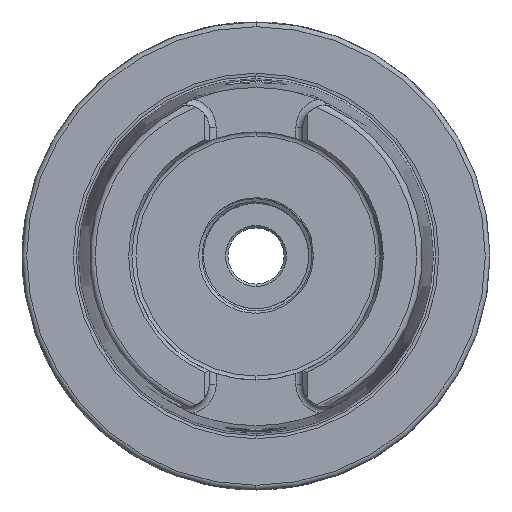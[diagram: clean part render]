
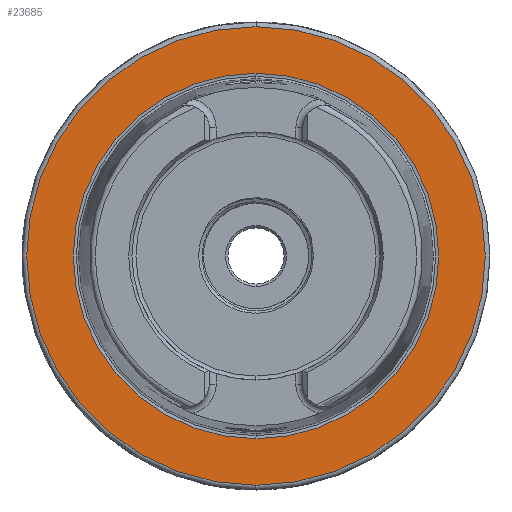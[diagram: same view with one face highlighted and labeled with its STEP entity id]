
A CAD part, left-side view. The second image highlights one B-rep face of the part: STEP entity #23685.
In plain terms, the highlighted planar face has unit normal (-1, 0, 0).
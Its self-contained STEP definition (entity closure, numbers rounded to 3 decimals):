
#1330 = CARTESIAN_POINT ( 'NONE',  ( 0., 0., 0. ) ) ;
#1331 = DIRECTION ( 'NONE',  ( -1., 0., 0. ) ) ;
#1332 = DIRECTION ( 'NONE',  ( 0., 0., 1. ) ) ;
#3243 = AXIS2_PLACEMENT_3D ( 'NONE', #3307, #3308, #3309 ) ;
#3307 = CARTESIAN_POINT ( 'NONE',  ( 0., 0., 0. ) ) ;
#3308 = DIRECTION ( 'NONE',  ( 1., 0., 0. ) ) ;
#3309 = DIRECTION ( 'NONE',  ( 0., 0., -1. ) ) ;
#5557 = FACE_OUTER_BOUND ( 'NONE', #17071, .T. ) ;
#5560 = FACE_BOUND ( 'NONE', #19677, .T. ) ;
#5562 = AXIS2_PLACEMENT_3D ( 'NONE', #5603, #5604, #5605 ) ;
#5602 = PLANE ( 'NONE',  #5562 ) ;
#5603 = CARTESIAN_POINT ( 'NONE',  ( 0., 39.054, 0. ) ) ;
#5604 = DIRECTION ( 'NONE',  ( -1., 0., 0. ) ) ;
#5605 = DIRECTION ( 'NONE',  ( 0., 0., 1. ) ) ;
#9343 = AXIS2_PLACEMENT_3D ( 'NONE', #10726, #10727, #10728 ) ;
#9346 = AXIS2_PLACEMENT_3D ( 'NONE', #10723, #10724, #10725 ) ;
#10723 = CARTESIAN_POINT ( 'NONE',  ( 0., 0., 0. ) ) ;
#10724 = DIRECTION ( 'NONE',  ( 1., 0., 0. ) ) ;
#10725 = DIRECTION ( 'NONE',  ( 0., 0., -1. ) ) ;
#10726 = CARTESIAN_POINT ( 'NONE',  ( 0., 0., 0. ) ) ;
#10727 = DIRECTION ( 'NONE',  ( -1., 0., 0. ) ) ;
#10728 = DIRECTION ( 'NONE',  ( 0., 0., 1. ) ) ;
#16772 = AXIS2_PLACEMENT_3D ( 'NONE', #1330, #1331, #1332 ) ;
#16868 = ORIENTED_EDGE ( 'NONE', *, *, #23102, .T. ) ;
#16869 = ORIENTED_EDGE ( 'NONE', *, *, #23892, .T. ) ;
#16870 = ORIENTED_EDGE ( 'NONE', *, *, #23891, .T. ) ;
#16871 = ORIENTED_EDGE ( 'NONE', *, *, #23410, .T. ) ;
#17016 = VERTEX_POINT ( 'NONE', #24170 ) ;
#17017 = VERTEX_POINT ( 'NONE', #24171 ) ;
#17020 = VERTEX_POINT ( 'NONE', #24174 ) ;
#17021 = VERTEX_POINT ( 'NONE', #24175 ) ;
#17071 = EDGE_LOOP ( 'NONE', ( #16868, #16869 ) ) ;
#19677 = EDGE_LOOP ( 'NONE', ( #16871, #16870 ) ) ;
#22845 = CIRCLE ( 'NONE', #9346, 39.054 ) ;
#22846 = CIRCLE ( 'NONE', #9343, 49. ) ;
#23102 = EDGE_CURVE ( 'NONE', #17017, #17016, #24230, .T. ) ;
#23410 = EDGE_CURVE ( 'NONE', #17021, #17020, #24286, .T. ) ;
#23685 = ADVANCED_FACE ( 'NONE', ( #5557, #5560 ), #5602, .T. ) ;
#23891 = EDGE_CURVE ( 'NONE', #17020, #17021, #22845, .T. ) ;
#23892 = EDGE_CURVE ( 'NONE', #17016, #17017, #22846, .T. ) ;
#24170 = CARTESIAN_POINT ( 'NONE',  ( 0., 0., -49. ) ) ;
#24171 = CARTESIAN_POINT ( 'NONE',  ( 0., 0., 49. ) ) ;
#24174 = CARTESIAN_POINT ( 'NONE',  ( 0., 0., -39.054 ) ) ;
#24175 = CARTESIAN_POINT ( 'NONE',  ( 0., 0., 39.054 ) ) ;
#24230 = CIRCLE ( 'NONE', #16772, 49. ) ;
#24286 = CIRCLE ( 'NONE', #3243, 39.054 ) ;
